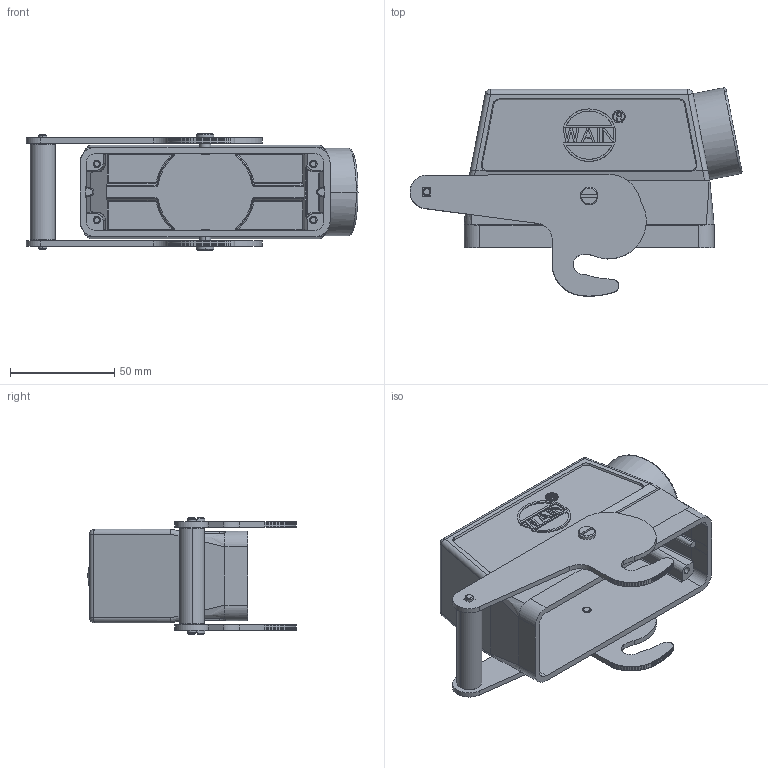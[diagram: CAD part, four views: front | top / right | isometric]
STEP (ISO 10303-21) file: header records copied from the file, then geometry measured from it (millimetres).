
FILE_DESCRIPTION((''),'2;1');
FILE_NAME('ASM0001_ASM','2019-09-29T',('sh.ye'),(''),'PRO/ENGINEER BY PARAMETRIC TECHNOLOGY CORPORATION, 2015240','PRO/ENGINEER BY PARAMETRIC TECHNOLOGY CORPORATION, 2015240','');
FILE_SCHEMA(('AUTOMOTIVE_DESIGN { 1 0 10303 214 1 1 1 1 }'));
Length unit declared in the file: millimetre
Products named in the file (4): H24B-TEH-SEH-NEW_AF0_14-1-SOLID; PRT0004_2-1-SOLID1; LUODING_2-1-SOLID1; ASM0001_ASM
Assembly tree (3 placements, depth 2):
  ASM0001_ASM
    H24B-TEH-SEH-NEW_AF0_14-1-SOLID
    PRT0004_2-1-SOLID1
    LUODING_2-1-SOLID1
Bounding box: 159.4 x 100.05 x 55.8 mm (x, y, z)
Volume: 124901.5 mm3; surface area: 74725.8 mm2
Topology: 4 solids, 4 shells, 702 faces, 1892 edges, 1224 vertices
Faces by surface type: plane 308, cylinder 269, cone 42, bspline 39, sphere 22, torus 12, extrusion 10
Entity records: 26997 total; most frequent: CARTESIAN_POINT 9271, ORIENTED_EDGE 3744, DIRECTION 3600, EDGE_CURVE 1872, AXIS2_PLACEMENT_3D 1286, VERTEX_POINT 1224, VECTOR 1028, LINE 1018
